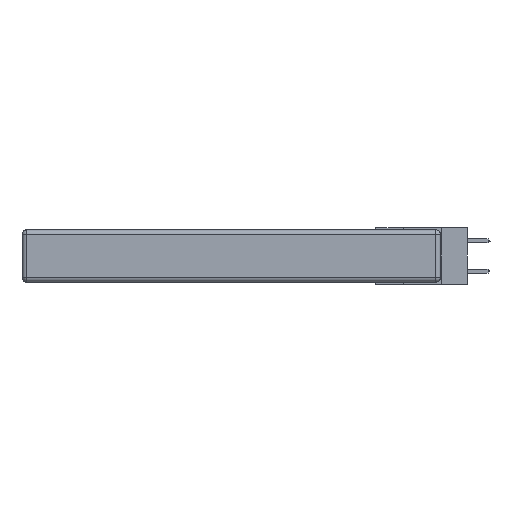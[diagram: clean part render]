
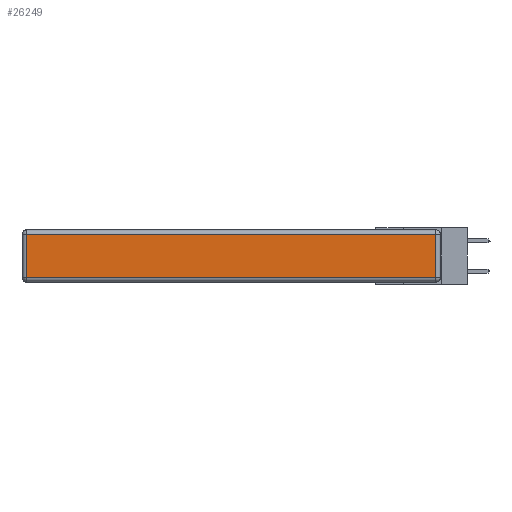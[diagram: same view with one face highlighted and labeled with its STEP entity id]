
A CAD part, left-side view. The second image highlights one B-rep face of the part: STEP entity #26249.
In plain terms, the highlighted planar face has unit normal (-1, 0, 0).
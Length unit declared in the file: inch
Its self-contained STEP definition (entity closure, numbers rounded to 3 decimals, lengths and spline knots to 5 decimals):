
#141 = VERTEX_POINT ( 'NONE', #29543 ) ;
#193 = CARTESIAN_POINT ( 'NONE',  ( 0., 2.75, -0.03 ) ) ;
#1375 = EDGE_CURVE ( 'NONE', #141, #32898, #10371, .T. ) ;
#1892 = CARTESIAN_POINT ( 'NONE',  ( 0., 2.72, -0.313 ) ) ;
#3464 = VECTOR ( 'NONE', #22839, 39.37008 ) ;
#4110 = EDGE_LOOP ( 'NONE', ( #27852, #15763, #13748, #7378 ) ) ;
#5253 = DIRECTION ( 'NONE',  ( 0., -1., 0. ) ) ;
#7123 = DIRECTION ( 'NONE',  ( -1., 0., 0. ) ) ;
#7275 = VERTEX_POINT ( 'NONE', #8481 ) ;
#7378 = ORIENTED_EDGE ( 'NONE', *, *, #27520, .T. ) ;
#7998 = EDGE_CURVE ( 'NONE', #32898, #7275, #17251, .T. ) ;
#8481 = CARTESIAN_POINT ( 'NONE',  ( 0., 2.72, -0.03 ) ) ;
#9511 = PLANE ( 'NONE',  #14855 ) ;
#10371 = LINE ( 'NONE', #32965, #3464 ) ;
#10470 = CARTESIAN_POINT ( 'NONE',  ( 0., 0.03, -0.03 ) ) ;
#11241 = EDGE_CURVE ( 'NONE', #25164, #141, #28772, .T. ) ;
#11790 = LINE ( 'NONE', #30863, #16196 ) ;
#13113 = DIRECTION ( 'NONE',  ( 0., 1., 0. ) ) ;
#13748 = ORIENTED_EDGE ( 'NONE', *, *, #7998, .T. ) ;
#14855 = AXIS2_PLACEMENT_3D ( 'NONE', #25142, #7123, #27860 ) ;
#14996 = VECTOR ( 'NONE', #5253, 39.37008 ) ;
#15763 = ORIENTED_EDGE ( 'NONE', *, *, #1375, .T. ) ;
#16196 = VECTOR ( 'NONE', #22917, 39.37008 ) ;
#17251 = LINE ( 'NONE', #193, #20073 ) ;
#20073 = VECTOR ( 'NONE', #13113, 39.37008 ) ;
#20744 = CARTESIAN_POINT ( 'NONE',  ( 0., 0., -0.313 ) ) ;
#22802 = FACE_OUTER_BOUND ( 'NONE', #4110, .T. ) ;
#22839 = DIRECTION ( 'NONE',  ( 0., 0., 1. ) ) ;
#22917 = DIRECTION ( 'NONE',  ( 0., 0., -1. ) ) ;
#25142 = CARTESIAN_POINT ( 'NONE',  ( 0., 0., -0.343 ) ) ;
#25164 = VERTEX_POINT ( 'NONE', #1892 ) ;
#26249 = ADVANCED_FACE ( 'NONE', ( #22802 ), #9511, .T. ) ;
#27520 = EDGE_CURVE ( 'NONE', #7275, #25164, #11790, .T. ) ;
#27852 = ORIENTED_EDGE ( 'NONE', *, *, #11241, .T. ) ;
#27860 = DIRECTION ( 'NONE',  ( 0., 0., 1. ) ) ;
#28772 = LINE ( 'NONE', #20744, #14996 ) ;
#29543 = CARTESIAN_POINT ( 'NONE',  ( 0., 0.03, -0.313 ) ) ;
#30863 = CARTESIAN_POINT ( 'NONE',  ( 0., 2.72, -0.343 ) ) ;
#32898 = VERTEX_POINT ( 'NONE', #10470 ) ;
#32965 = CARTESIAN_POINT ( 'NONE',  ( 0., 0.03, -0.343 ) ) ;
